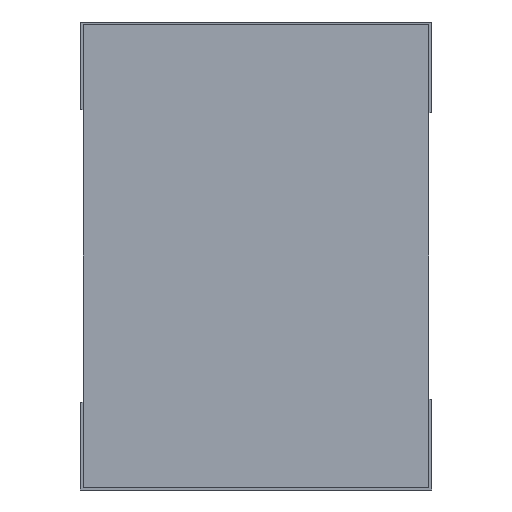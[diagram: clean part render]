
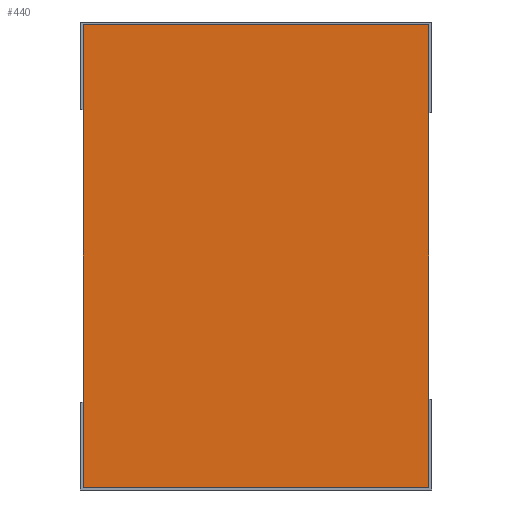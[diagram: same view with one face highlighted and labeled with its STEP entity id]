
A CAD part, left-side view. The second image highlights one B-rep face of the part: STEP entity #440.
In plain terms, the highlighted planar face has unit normal (-1, 0, 0).
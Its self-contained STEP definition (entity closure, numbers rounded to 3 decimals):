
#4 = EDGE_CURVE ( 'NONE', #1376, #1655, #1104, .T. ) ;
#87 = EDGE_CURVE ( 'NONE', #287, #1376, #245, .T. ) ;
#115 = ORIENTED_EDGE ( 'NONE', *, *, #4, .F. ) ;
#189 = PLANE ( 'NONE',  #839 ) ;
#191 = ORIENTED_EDGE ( 'NONE', *, *, #1238, .T. ) ;
#193 = CARTESIAN_POINT ( 'NONE',  ( -1.6, 1.18, 0.79 ) ) ;
#245 = LINE ( 'NONE', #1265, #1307 ) ;
#287 = VERTEX_POINT ( 'NONE', #1037 ) ;
#289 = DIRECTION ( 'NONE',  ( 1., 0., 0. ) ) ;
#306 = CARTESIAN_POINT ( 'NONE',  ( -1.6, 1.18, 0.79 ) ) ;
#367 = VECTOR ( 'NONE', #547, 1000. ) ;
#420 = CARTESIAN_POINT ( 'NONE',  ( -1.6, 0., -0.79 ) ) ;
#440 = ADVANCED_FACE ( 'NONE', ( #1343 ), #189, .F. ) ;
#488 = VECTOR ( 'NONE', #1529, 1000. ) ;
#547 = DIRECTION ( 'NONE',  ( 0., -1., 0. ) ) ;
#599 = CARTESIAN_POINT ( 'NONE',  ( -1.6, 0., 0.79 ) ) ;
#639 = ORIENTED_EDGE ( 'NONE', *, *, #87, .F. ) ;
#667 = CARTESIAN_POINT ( 'NONE',  ( -1.6, 1.18, -0.79 ) ) ;
#825 = ORIENTED_EDGE ( 'NONE', *, *, #1690, .T. ) ;
#832 = DIRECTION ( 'NONE',  ( 0., 0., -1. ) ) ;
#834 = DIRECTION ( 'NONE',  ( 0., -1., 0. ) ) ;
#839 = AXIS2_PLACEMENT_3D ( 'NONE', #985, #289, #832 ) ;
#874 = DIRECTION ( 'NONE',  ( 0., 0., 1. ) ) ;
#985 = CARTESIAN_POINT ( 'NONE',  ( -1.6, 1.18, 0.79 ) ) ;
#1037 = CARTESIAN_POINT ( 'NONE',  ( -1.6, 1.18, -0.79 ) ) ;
#1104 = LINE ( 'NONE', #306, #1333 ) ;
#1179 = LINE ( 'NONE', #667, #367 ) ;
#1238 = EDGE_CURVE ( 'NONE', #287, #1271, #1179, .T. ) ;
#1265 = CARTESIAN_POINT ( 'NONE',  ( -1.6, 1.18, 0.79 ) ) ;
#1271 = VERTEX_POINT ( 'NONE', #420 ) ;
#1307 = VECTOR ( 'NONE', #874, 1000. ) ;
#1312 = EDGE_LOOP ( 'NONE', ( #825, #115, #639, #191 ) ) ;
#1333 = VECTOR ( 'NONE', #834, 1000. ) ;
#1343 = FACE_OUTER_BOUND ( 'NONE', #1312, .T. ) ;
#1376 = VERTEX_POINT ( 'NONE', #193 ) ;
#1503 = CARTESIAN_POINT ( 'NONE',  ( -1.6, 0., 0.79 ) ) ;
#1512 = LINE ( 'NONE', #1503, #488 ) ;
#1529 = DIRECTION ( 'NONE',  ( 0., 0., 1. ) ) ;
#1655 = VERTEX_POINT ( 'NONE', #599 ) ;
#1690 = EDGE_CURVE ( 'NONE', #1271, #1655, #1512, .T. ) ;
